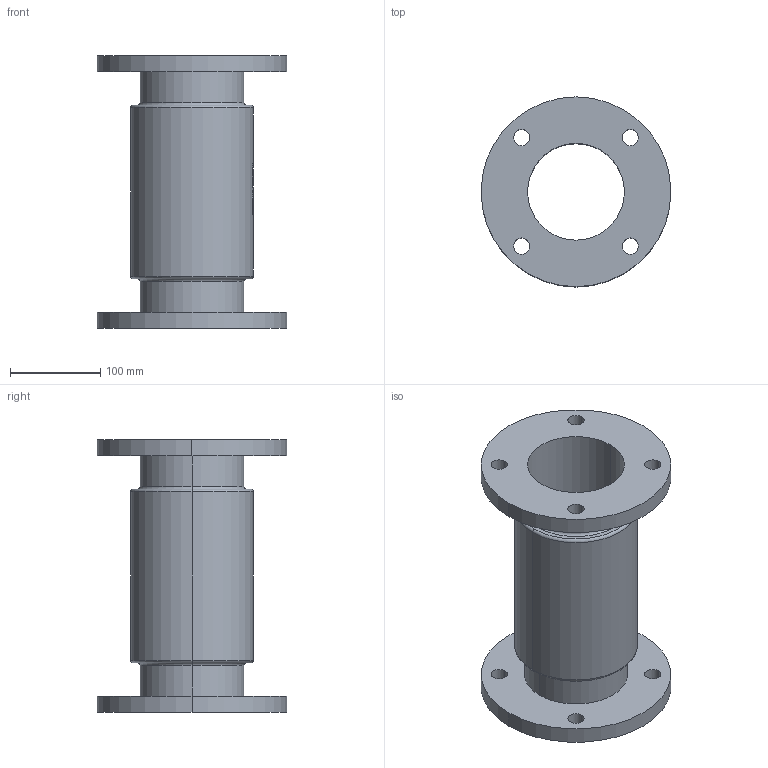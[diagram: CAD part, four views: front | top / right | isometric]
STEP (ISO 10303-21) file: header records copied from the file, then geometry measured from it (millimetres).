
FILE_DESCRIPTION (( 'STEP AP214' ), '1' );
FILE_NAME ('7120000_DN100_PN06_51420215.STEP', '2022-02-17T10:31:00', ( 'axxx' ), ( 'Hewlett-Packard Company' ), 'SwSTEP 2.0', 'SolidWorks 2019', '' );
FILE_SCHEMA (( 'AUTOMOTIVE_DESIGN' ));
Length unit declared in the file: millimetre
Products named in the file (1): 7120000_DN100_PN06_51420215
Bounding box: 210 x 210 x 302 mm (x, y, z)
Volume: 2028723.2 mm3; surface area: 347473.9 mm2
Topology: 1 solids, 1 shells, 528 faces, 1420 edges, 944 vertices
Faces by surface type: plane 243, bspline 217, cylinder 60, torus 8
Entity records: 29384 total; most frequent: CARTESIAN_POINT 17646, ORIENTED_EDGE 2840, DIRECTION 1668, EDGE_CURVE 1420, VERTEX_POINT 944, VECTOR 754, LINE 754, EDGE_LOOP 596
